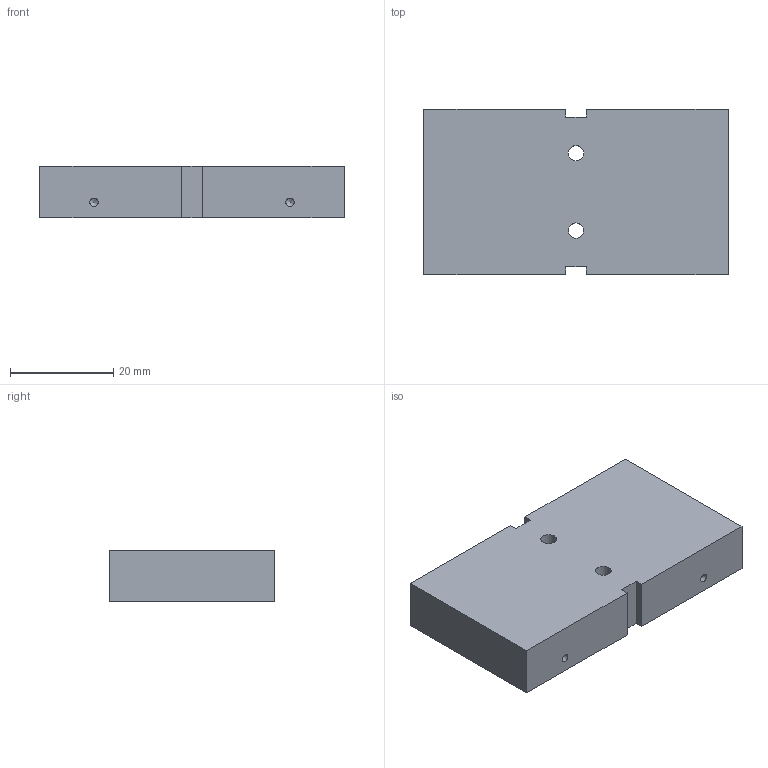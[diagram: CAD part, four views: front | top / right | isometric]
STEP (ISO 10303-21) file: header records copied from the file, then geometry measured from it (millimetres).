
FILE_DESCRIPTION(/* description */ (''),/* implementation_level */ '2;1');
FILE_NAME(/* name */ 'Masselotte Basse BR01 v11.step',/* time_stamp */ '2022-02-26T23:00:00+01:00',/* author */ (''),/* organization */ (''),/* preprocessor_version */ 'ST-DEVELOPER v18.1',/* originating_system */ 'Autodesk Translation Framework v10.13.0.1454',/* authorisation */ '');
FILE_SCHEMA (('AUTOMOTIVE_DESIGN { 1 0 10303 214 3 1 1 }'));
Length unit declared in the file: millimetre
Products named in the file (1): Masselotte BR01
Bounding box: 59 x 32 x 10 mm (x, y, z)
Volume: 18531.6 mm3; surface area: 5988.2 mm2
Topology: 1 solids, 1 shells, 26 faces, 66 edges, 42 vertices
Faces by surface type: plane 14, cone 6, cylinder 6
Full cylindrical faces by diameter (mm): 1.6 x4, 3 x2
Entity records: 797 total; most frequent: CARTESIAN_POINT 131, DIRECTION 130, ORIENTED_EDGE 124, EDGE_CURVE 62, LINE 48, VECTOR 48, VERTEX_POINT 42, AXIS2_PLACEMENT_3D 41
